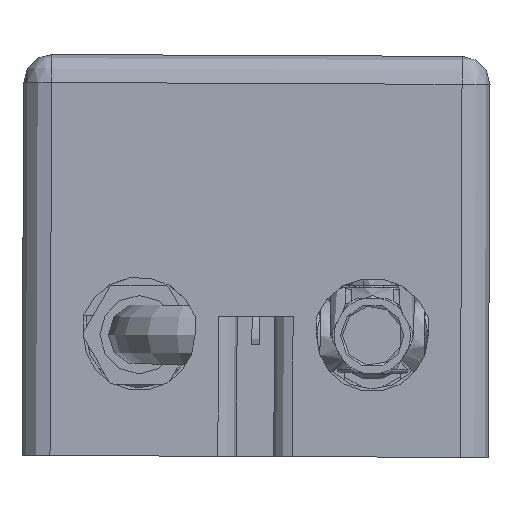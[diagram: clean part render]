
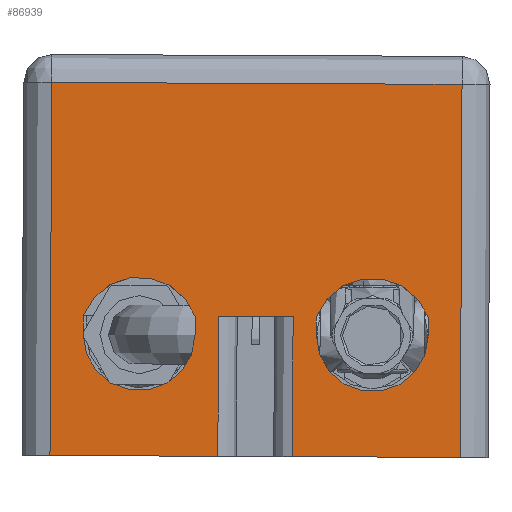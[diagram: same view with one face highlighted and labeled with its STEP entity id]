
A CAD part, front view. The second image highlights one B-rep face of the part: STEP entity #86939.
In plain terms, the highlighted planar face has unit normal (0, -1, 0).
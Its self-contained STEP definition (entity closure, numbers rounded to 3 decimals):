
#428=FACE_BOUND('',#10248,.T.);
#429=FACE_BOUND('',#10249,.T.);
#5467=FACE_OUTER_BOUND('',#10247,.T.);
#10247=EDGE_LOOP('',(#58205,#58206,#58207,#58208,#58209,#58210,#58211,#58212));
#10248=EDGE_LOOP('',(#58213,#58214,#58215,#58216));
#10249=EDGE_LOOP('',(#58217,#58218,#58219,#58220));
#15665=LINE('',#124173,#24069);
#15769=LINE('',#124575,#24173);
#15843=LINE('',#125025,#24247);
#15844=LINE('',#125027,#24248);
#15845=LINE('',#125029,#24249);
#15846=LINE('',#125030,#24250);
#15847=LINE('',#125032,#24251);
#15848=LINE('',#125033,#24252);
#15849=LINE('',#125035,#24253);
#15850=LINE('',#125038,#24254);
#15851=LINE('',#125040,#24255);
#15852=LINE('',#125043,#24256);
#24069=VECTOR('',#98872,4.);
#24173=VECTOR('',#99206,22.);
#24247=VECTOR('',#99538,20.);
#24248=VECTOR('',#99539,20.);
#24249=VECTOR('',#99540,9.);
#24250=VECTOR('',#99541,7.5);
#24251=VECTOR('',#99542,7.5);
#24252=VECTOR('',#99543,9.);
#24253=VECTOR('',#99544,1.);
#24254=VECTOR('',#99547,1.);
#24255=VECTOR('',#99548,1.);
#24256=VECTOR('',#99551,1.);
#31629=CIRCLE('',#91530,3.2);
#31634=CIRCLE('',#91543,3.2);
#31714=CIRCLE('',#91697,3.);
#31715=CIRCLE('',#91698,3.);
#34567=VERTEX_POINT('',#124169);
#34568=VERTEX_POINT('',#124171);
#34632=VERTEX_POINT('',#124475);
#34633=VERTEX_POINT('',#124477);
#34648=VERTEX_POINT('',#124519);
#34649=VERTEX_POINT('',#124521);
#34664=VERTEX_POINT('',#124567);
#34667=VERTEX_POINT('',#124574);
#34755=VERTEX_POINT('',#125024);
#34756=VERTEX_POINT('',#125026);
#34757=VERTEX_POINT('',#125028);
#34758=VERTEX_POINT('',#125031);
#34759=VERTEX_POINT('',#125034);
#34760=VERTEX_POINT('',#125036);
#34761=VERTEX_POINT('',#125039);
#34762=VERTEX_POINT('',#125041);
#43478=EDGE_CURVE('',#34568,#34567,#15665,.T.);
#43588=EDGE_CURVE('',#34633,#34632,#31629,.T.);
#43610=EDGE_CURVE('',#34649,#34648,#31634,.T.);
#43636=EDGE_CURVE('',#34664,#34667,#15769,.T.);
#43783=EDGE_CURVE('',#34755,#34667,#15843,.T.);
#43784=EDGE_CURVE('',#34756,#34664,#15844,.T.);
#43785=EDGE_CURVE('',#34757,#34756,#15845,.T.);
#43786=EDGE_CURVE('',#34567,#34757,#15846,.T.);
#43787=EDGE_CURVE('',#34758,#34568,#15847,.T.);
#43788=EDGE_CURVE('',#34755,#34758,#15848,.T.);
#43789=EDGE_CURVE('',#34648,#34759,#15849,.T.);
#43790=EDGE_CURVE('',#34759,#34760,#31714,.T.);
#43791=EDGE_CURVE('',#34760,#34649,#15850,.T.);
#43792=EDGE_CURVE('',#34632,#34761,#15851,.T.);
#43793=EDGE_CURVE('',#34761,#34762,#31715,.T.);
#43794=EDGE_CURVE('',#34762,#34633,#15852,.T.);
#58205=ORIENTED_EDGE('',*,*,#43783,.T.);
#58206=ORIENTED_EDGE('',*,*,#43636,.F.);
#58207=ORIENTED_EDGE('',*,*,#43784,.F.);
#58208=ORIENTED_EDGE('',*,*,#43785,.F.);
#58209=ORIENTED_EDGE('',*,*,#43786,.F.);
#58210=ORIENTED_EDGE('',*,*,#43478,.F.);
#58211=ORIENTED_EDGE('',*,*,#43787,.F.);
#58212=ORIENTED_EDGE('',*,*,#43788,.F.);
#58213=ORIENTED_EDGE('',*,*,#43789,.T.);
#58214=ORIENTED_EDGE('',*,*,#43790,.T.);
#58215=ORIENTED_EDGE('',*,*,#43791,.T.);
#58216=ORIENTED_EDGE('',*,*,#43610,.T.);
#58217=ORIENTED_EDGE('',*,*,#43792,.T.);
#58218=ORIENTED_EDGE('',*,*,#43793,.T.);
#58219=ORIENTED_EDGE('',*,*,#43794,.T.);
#58220=ORIENTED_EDGE('',*,*,#43588,.T.);
#80812=PLANE('',#91696);
#86939=ADVANCED_FACE('',(#5467,#428,#429),#80812,.T.);
#91530=AXIS2_PLACEMENT_3D('',#124478,#99105,#99106);
#91543=AXIS2_PLACEMENT_3D('',#124522,#99146,#99147);
#91696=AXIS2_PLACEMENT_3D('',#125023,#99536,#99537);
#91697=AXIS2_PLACEMENT_3D('',#125037,#99545,#99546);
#91698=AXIS2_PLACEMENT_3D('',#125042,#99549,#99550);
#98872=DIRECTION('',(-1.,0.,0.005));
#99105=DIRECTION('center_axis',(0.,1.,0.));
#99106=DIRECTION('ref_axis',(-0.936,0.,0.352));
#99146=DIRECTION('center_axis',(0.,1.,0.));
#99147=DIRECTION('ref_axis',(0.939,0.,0.344));
#99206=DIRECTION('',(1.,0.,-0.005));
#99536=DIRECTION('center_axis',(0.,-1.,0.));
#99537=DIRECTION('ref_axis',(-0.005,0.,-1.));
#99538=DIRECTION('',(0.005,0.,1.));
#99539=DIRECTION('',(0.005,0.,1.));
#99540=DIRECTION('',(-1.,0.,0.005));
#99541=DIRECTION('',(-0.005,0.,-1.));
#99542=DIRECTION('',(0.005,0.,1.));
#99543=DIRECTION('',(-1.,0.,0.005));
#99544=DIRECTION('',(-0.005,0.,-1.));
#99545=DIRECTION('center_axis',(0.,1.,0.));
#99546=DIRECTION('ref_axis',(1.,0.,-0.005));
#99547=DIRECTION('',(0.005,0.,1.));
#99548=DIRECTION('',(-0.005,0.,-1.));
#99549=DIRECTION('center_axis',(0.,1.,0.));
#99550=DIRECTION('ref_axis',(-1.,0.,0.005));
#99551=DIRECTION('',(0.005,0.,1.));
#124169=CARTESIAN_POINT('',(3.895,-6.148,41.322));
#124171=CARTESIAN_POINT('',(7.895,-6.148,41.304));
#124173=CARTESIAN_POINT('',(18.394,-6.148,41.256));
#124475=CARTESIAN_POINT('',(2.645,-6.148,41.328));
#124477=CARTESIAN_POINT('',(-3.355,-6.148,41.355));
#124478=CARTESIAN_POINT('Origin',(-0.36,-6.148,
40.228));
#124519=CARTESIAN_POINT('',(15.144,-6.148,41.271));
#124521=CARTESIAN_POINT('',(9.145,-6.148,41.298));
#124522=CARTESIAN_POINT('Origin',(12.139,-6.148,40.171));
#124567=CARTESIAN_POINT('',(-5.048,-6.148,53.863));
#124574=CARTESIAN_POINT('',(16.952,-6.148,53.763));
#124575=CARTESIAN_POINT('',(12.202,-6.148,53.784));
#125023=CARTESIAN_POINT('Origin',(16.86,-6.148,33.763));
#125024=CARTESIAN_POINT('',(16.86,-6.148,33.763));
#125025=CARTESIAN_POINT('',(16.86,-6.148,33.763));
#125026=CARTESIAN_POINT('',(-5.14,-6.148,33.864));
#125027=CARTESIAN_POINT('',(-5.14,-6.148,33.864));
#125028=CARTESIAN_POINT('',(3.86,-6.148,33.822));
#125029=CARTESIAN_POINT('',(16.86,-6.148,33.763));
#125030=CARTESIAN_POINT('',(3.88,-6.148,38.072));
#125031=CARTESIAN_POINT('',(7.86,-6.148,33.804));
#125032=CARTESIAN_POINT('',(7.88,-6.148,38.054));
#125033=CARTESIAN_POINT('',(16.86,-6.148,33.763));
#125034=CARTESIAN_POINT('',(15.14,-6.148,40.271));
#125035=CARTESIAN_POINT('',(15.13,-6.148,38.021));
#125036=CARTESIAN_POINT('',(9.14,-6.148,40.298));
#125037=CARTESIAN_POINT('Origin',(12.14,-6.148,40.284));
#125038=CARTESIAN_POINT('',(9.125,-6.148,37.048));
#125039=CARTESIAN_POINT('',(2.64,-6.148,40.328));
#125040=CARTESIAN_POINT('',(2.625,-6.148,37.078));
#125041=CARTESIAN_POINT('',(-3.36,-6.148,40.355));
#125042=CARTESIAN_POINT('Origin',(-0.36,-6.148,
40.342));
#125043=CARTESIAN_POINT('',(-3.37,-6.148,38.105));
